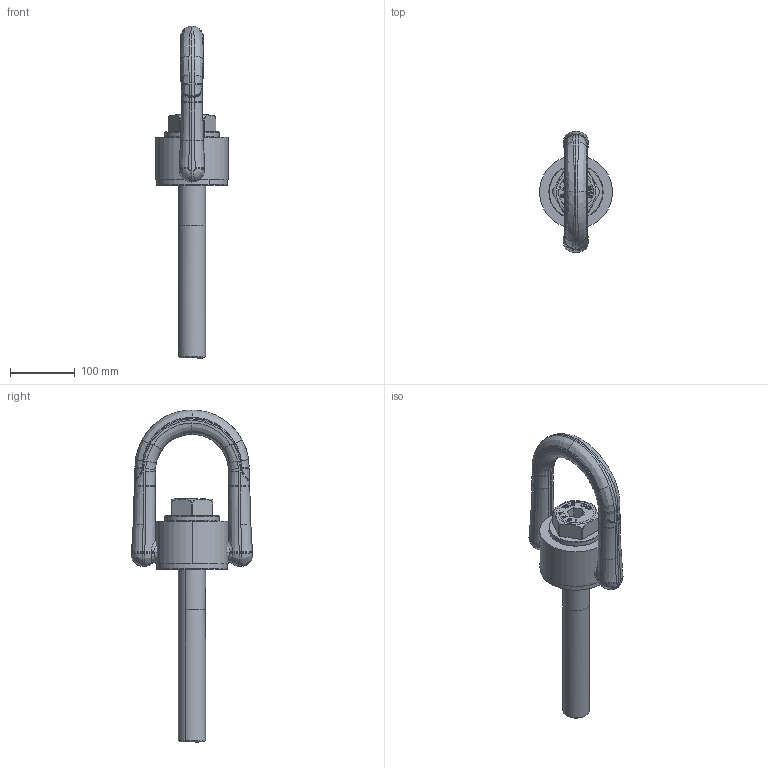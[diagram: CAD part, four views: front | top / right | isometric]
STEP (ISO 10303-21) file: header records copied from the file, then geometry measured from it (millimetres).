
FILE_DESCRIPTION(('CATIA V5 STEP Exchange'),'2;1');
FILE_NAME('8-231-156_350L.stp','2017-08-21T05:45:08+00:00',('none'),('none'),'CATIA Version 5 Release 21 GA (IN-10)','CATIA V5 STEP AP203','none');
FILE_SCHEMA(('CONFIG_CONTROL_DESIGN'));
Products named in the file (1): YK8231-156/350L
Assembly tree (5 placements, depth 2):
  YK8231-156/350L
    #58
    #29684
    #43705
    #44507
    #44616
Bounding box: 113 x 187.91 x 514.66 mm (x, y, z)
Volume: 2096235 mm3; surface area: 219190.6 mm2
Topology: 5 solids, 5 shells, 949 faces, 2402 edges, 1488 vertices
Faces by surface type: plane 500, bspline 316, cylinder 79, cone 34, torus 20
Entity records: 45017 total; most frequent: CARTESIAN_POINT 25229, ORIENTED_EDGE 4788, DIRECTION 2687, EDGE_CURVE 2394, VERTEX_POINT 1478, VECTOR 1395, LINE 1395, EDGE_LOOP 972
